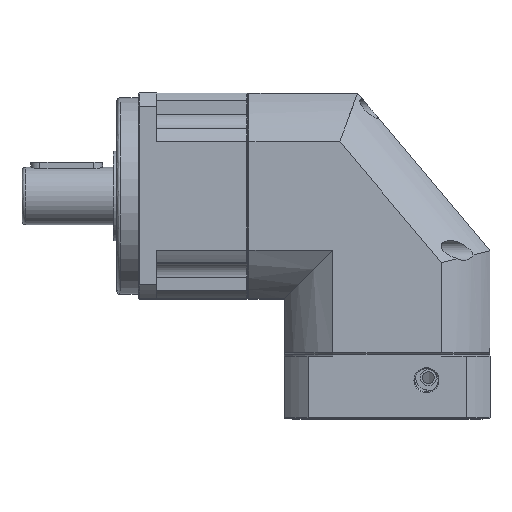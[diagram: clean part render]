
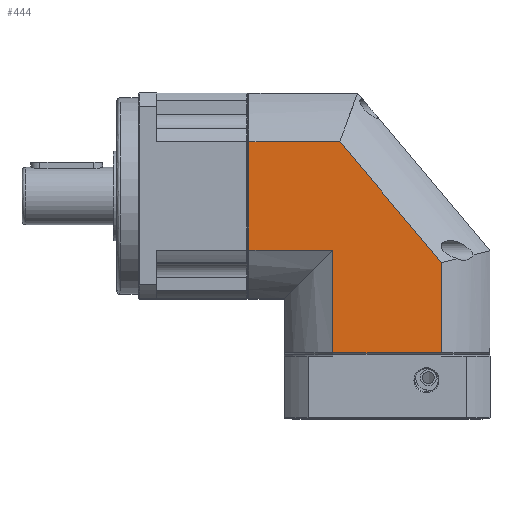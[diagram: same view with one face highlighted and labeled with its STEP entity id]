
A CAD part, top view. The second image highlights one B-rep face of the part: STEP entity #444.
In plain terms, the highlighted planar face has unit normal (0, 0, 1).
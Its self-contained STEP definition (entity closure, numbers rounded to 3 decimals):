
#165 = ORIENTED_EDGE ( 'NONE', *, *, #17300, .T. ) ;
#290 = LINE ( 'NONE', #12275, #4565 ) ;
#444 = ADVANCED_FACE ( 'NONE', ( #14775 ), #7945, .T. ) ;
#996 = CARTESIAN_POINT ( 'NONE',  ( -20.061, -8.988, 115. ) ) ;
#1502 = VERTEX_POINT ( 'NONE', #8604 ) ;
#1885 = VECTOR ( 'NONE', #2259, 1000. ) ;
#2027 = CARTESIAN_POINT ( 'NONE',  ( -66.95, -8.988, 115. ) ) ;
#2259 = DIRECTION ( 'NONE',  ( 0., -1., 0. ) ) ;
#2316 = VECTOR ( 'NONE', #19252, 1000. ) ;
#3413 = CARTESIAN_POINT ( 'NONE',  ( -9.042, -70.95, 115. ) ) ;
#4219 = EDGE_CURVE ( 'NONE', #13321, #18926, #20373, .T. ) ;
#4565 = VECTOR ( 'NONE', #14038, 1000. ) ;
#5247 = DIRECTION ( 'NONE',  ( 1., 0., 0. ) ) ;
#5783 = CARTESIAN_POINT ( 'NONE',  ( -9.042, -13.561, 115. ) ) ;
#6784 = CARTESIAN_POINT ( 'NONE',  ( 40.561, -20.52, 115. ) ) ;
#7189 = DIRECTION ( 'NONE',  ( 1., 0., 0. ) ) ;
#7222 = DIRECTION ( 'NONE',  ( 0., 0., 1. ) ) ;
#7310 = CARTESIAN_POINT ( 'NONE',  ( -9.042, -8.988, 115. ) ) ;
#7945 = PLANE ( 'NONE',  #14288 ) ;
#8375 = LINE ( 'NONE', #22619, #12637 ) ;
#8604 = CARTESIAN_POINT ( 'NONE',  ( -16.146, 47.061, 115. ) ) ;
#9590 = LINE ( 'NONE', #3413, #19028 ) ;
#9629 = LINE ( 'NONE', #5783, #14436 ) ;
#9902 = ORIENTED_EDGE ( 'NONE', *, *, #4219, .T. ) ;
#11253 = EDGE_CURVE ( 'NONE', #18926, #17420, #9629, .T. ) ;
#11842 = ORIENTED_EDGE ( 'NONE', *, *, #16224, .T. ) ;
#11914 = DIRECTION ( 'NONE',  ( 0., -1., 0. ) ) ;
#12275 = CARTESIAN_POINT ( 'NONE',  ( -9.042, 47.061, 115. ) ) ;
#12402 = VERTEX_POINT ( 'NONE', #22835 ) ;
#12637 = VECTOR ( 'NONE', #13854, 1000. ) ;
#12744 = EDGE_CURVE ( 'NONE', #21593, #1502, #16158, .T. ) ;
#13321 = VERTEX_POINT ( 'NONE', #18092 ) ;
#13817 = EDGE_CURVE ( 'NONE', #12402, #17214, #9590, .T. ) ;
#13854 = DIRECTION ( 'NONE',  ( 0., 1., 0. ) ) ;
#14038 = DIRECTION ( 'NONE',  ( -1., 0., 0. ) ) ;
#14054 = CARTESIAN_POINT ( 'NONE',  ( 40.561, -20.52, 115. ) ) ;
#14288 = AXIS2_PLACEMENT_3D ( 'NONE', #7310, #7222, #7189 ) ;
#14436 = VECTOR ( 'NONE', #16564, 1000. ) ;
#14514 = ORIENTED_EDGE ( 'NONE', *, *, #19392, .T. ) ;
#14775 = FACE_OUTER_BOUND ( 'NONE', #18232, .T. ) ;
#14841 = ORIENTED_EDGE ( 'NONE', *, *, #11253, .T. ) ;
#15422 = CARTESIAN_POINT ( 'NONE',  ( 40.561, -70.95, 115. ) ) ;
#15629 = CARTESIAN_POINT ( 'NONE',  ( -66.95, -13.561, 115. ) ) ;
#16158 = LINE ( 'NONE', #6784, #2316 ) ;
#16224 = EDGE_CURVE ( 'NONE', #17214, #21593, #8375, .T. ) ;
#16564 = DIRECTION ( 'NONE',  ( 1., 0., 0. ) ) ;
#17055 = ORIENTED_EDGE ( 'NONE', *, *, #12744, .T. ) ;
#17214 = VERTEX_POINT ( 'NONE', #15422 ) ;
#17300 = EDGE_CURVE ( 'NONE', #1502, #13321, #290, .T. ) ;
#17379 = ORIENTED_EDGE ( 'NONE', *, *, #13817, .T. ) ;
#17420 = VERTEX_POINT ( 'NONE', #19636 ) ;
#18092 = CARTESIAN_POINT ( 'NONE',  ( -66.95, 47.061, 115. ) ) ;
#18232 = EDGE_LOOP ( 'NONE', ( #14841, #14514, #17379, #11842, #17055, #165, #9902 ) ) ;
#18926 = VERTEX_POINT ( 'NONE', #15629 ) ;
#19028 = VECTOR ( 'NONE', #5247, 1000. ) ;
#19252 = DIRECTION ( 'NONE',  ( -0.643, 0.766, 0. ) ) ;
#19392 = EDGE_CURVE ( 'NONE', #17420, #12402, #21421, .T. ) ;
#19636 = CARTESIAN_POINT ( 'NONE',  ( -20.061, -13.561, 115. ) ) ;
#20373 = LINE ( 'NONE', #2027, #1885 ) ;
#20860 = VECTOR ( 'NONE', #11914, 1000. ) ;
#21421 = LINE ( 'NONE', #996, #20860 ) ;
#21593 = VERTEX_POINT ( 'NONE', #14054 ) ;
#22619 = CARTESIAN_POINT ( 'NONE',  ( 40.561, -8.988, 115. ) ) ;
#22835 = CARTESIAN_POINT ( 'NONE',  ( -20.061, -70.95, 115. ) ) ;
